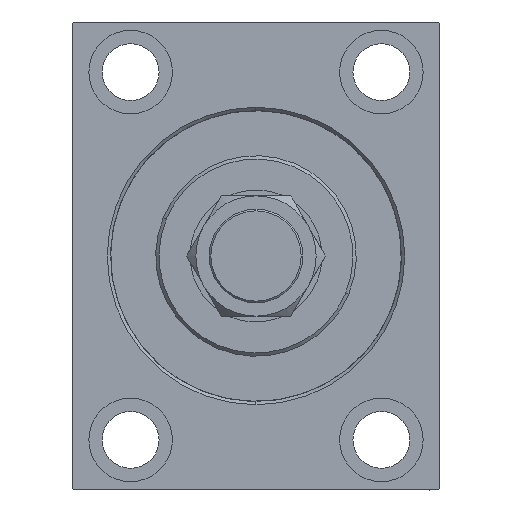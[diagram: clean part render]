
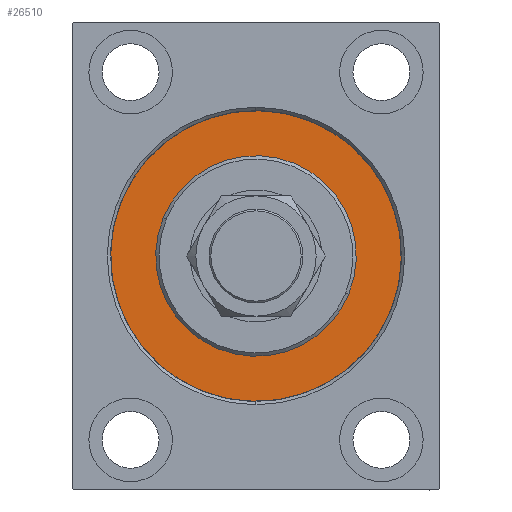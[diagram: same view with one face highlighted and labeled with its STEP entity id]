
A CAD part, left-side view. The second image highlights one B-rep face of the part: STEP entity #26510.
In plain terms, the highlighted face is planar.
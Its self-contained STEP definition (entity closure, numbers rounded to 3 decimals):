
#173 = AXIS2_PLACEMENT_3D ( 'NONE', #16186, #36647, #9139 ) ;
#185 = CARTESIAN_POINT ( 'NONE',  ( 0., 0., 0. ) ) ;
#1589 = CARTESIAN_POINT ( 'NONE',  ( 0., 0., 0. ) ) ;
#1803 = VERTEX_POINT ( 'NONE', #31249 ) ;
#2911 = CARTESIAN_POINT ( 'NONE',  ( 0., 0., 0. ) ) ;
#4261 = VERTEX_POINT ( 'NONE', #25456 ) ;
#5309 = VERTEX_POINT ( 'NONE', #7832 ) ;
#7832 = CARTESIAN_POINT ( 'NONE',  ( 0., 0., 30. ) ) ;
#9139 = DIRECTION ( 'NONE',  ( 0., 0., 1. ) ) ;
#11256 = EDGE_CURVE ( 'NONE', #4261, #1803, #31973, .T. ) ;
#12228 = ORIENTED_EDGE ( 'NONE', *, *, #11256, .F. ) ;
#12526 = CARTESIAN_POINT ( 'NONE',  ( 0., 0., 0. ) ) ;
#12972 = AXIS2_PLACEMENT_3D ( 'NONE', #12526, #33442, #33665 ) ;
#15454 = AXIS2_PLACEMENT_3D ( 'NONE', #2911, #31077, #41884 ) ;
#15496 = FACE_BOUND ( 'NONE', #39542, .T. ) ;
#16186 = CARTESIAN_POINT ( 'NONE',  ( 0., 0., 0. ) ) ;
#17709 = AXIS2_PLACEMENT_3D ( 'NONE', #185, #31670, #42939 ) ;
#18420 = CIRCLE ( 'NONE', #15454, 30. ) ;
#18924 = CIRCLE ( 'NONE', #12972, 30. ) ;
#18956 = DIRECTION ( 'NONE',  ( 0., 0., 1. ) ) ;
#21065 = ORIENTED_EDGE ( 'NONE', *, *, #22836, .F. ) ;
#22554 = AXIS2_PLACEMENT_3D ( 'NONE', #1589, #30243, #18956 ) ;
#22836 = EDGE_CURVE ( 'NONE', #1803, #4261, #42832, .T. ) ;
#24932 = ORIENTED_EDGE ( 'NONE', *, *, #27848, .F. ) ;
#25074 = ORIENTED_EDGE ( 'NONE', *, *, #39682, .F. ) ;
#25456 = CARTESIAN_POINT ( 'NONE',  ( 0., 0., 43.5 ) ) ;
#26300 = EDGE_LOOP ( 'NONE', ( #21065, #12228 ) ) ;
#26510 = ADVANCED_FACE ( 'NONE', ( #15496, #30526 ), #30291, .F. ) ;
#27848 = EDGE_CURVE ( 'NONE', #5309, #38536, #18924, .T. ) ;
#28766 = CARTESIAN_POINT ( 'NONE',  ( 0., 0., -30. ) ) ;
#30243 = DIRECTION ( 'NONE',  ( -1., 0., 0. ) ) ;
#30291 = PLANE ( 'NONE',  #173 ) ;
#30526 = FACE_OUTER_BOUND ( 'NONE', #26300, .T. ) ;
#31077 = DIRECTION ( 'NONE',  ( 1., 0., 0. ) ) ;
#31249 = CARTESIAN_POINT ( 'NONE',  ( 0., 0., -43.5 ) ) ;
#31670 = DIRECTION ( 'NONE',  ( -1., 0., 0. ) ) ;
#31973 = CIRCLE ( 'NONE', #17709, 43.5 ) ;
#33442 = DIRECTION ( 'NONE',  ( 1., 0., 0. ) ) ;
#33665 = DIRECTION ( 'NONE',  ( 0., 0., -1. ) ) ;
#36647 = DIRECTION ( 'NONE',  ( -1., 0., 0. ) ) ;
#38536 = VERTEX_POINT ( 'NONE', #28766 ) ;
#39542 = EDGE_LOOP ( 'NONE', ( #24932, #25074 ) ) ;
#39682 = EDGE_CURVE ( 'NONE', #38536, #5309, #18420, .T. ) ;
#41884 = DIRECTION ( 'NONE',  ( 0., 0., -1. ) ) ;
#42832 = CIRCLE ( 'NONE', #22554, 43.5 ) ;
#42939 = DIRECTION ( 'NONE',  ( 0., 0., 1. ) ) ;
